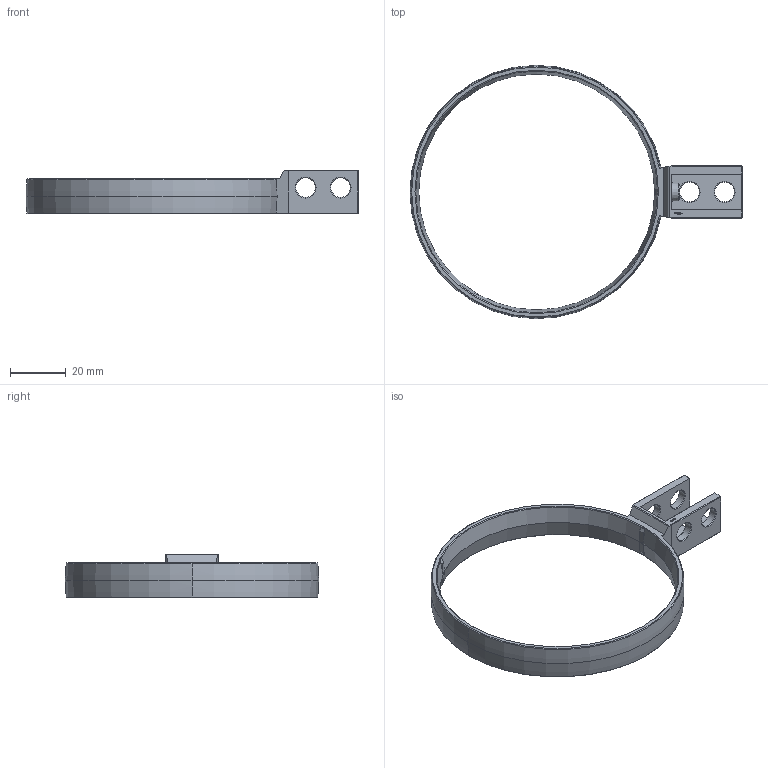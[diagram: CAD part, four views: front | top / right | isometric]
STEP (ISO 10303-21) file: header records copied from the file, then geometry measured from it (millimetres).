
FILE_DESCRIPTION(('FreeCAD Model'),'2;1');
FILE_NAME('Open CASCADE Shape Model','2023-11-13T00:51:48',(''),(''), 'Open CASCADE STEP processor 7.6','FreeCAD','Unknown');
FILE_SCHEMA(('AUTOMOTIVE_DESIGN { 1 0 10303 214 1 1 1 1 }'));
Length unit declared in the file: millimetre
Products named in the file (1): Holder Loop Sphere INR-DIA BU06.75x02.00x01.50x01.25 - SPN-HLD-0027 
(stemfie.org)
Bounding box: 118.75 x 90.62 x 15.62 mm (x, y, z)
Volume: 12040 mm3; surface area: 10402.9 mm2
Topology: 1 solids, 1 shells, 523 faces, 1428 edges, 938 vertices
Faces by surface type: plane 363, extrusion 128, cone 22, cylinder 6, revolution 4
Full cylindrical faces by diameter (mm): 7 x6
Entity records: 35271 total; most frequent: CARTESIAN_POINT 7361, DIRECTION 4713, VECTOR 3702, LINE 3574, ORIENTED_EDGE 2852, PCURVE 2852, DEFINITIONAL_REPRESENTATION 2852, EDGE_CURVE 1426
